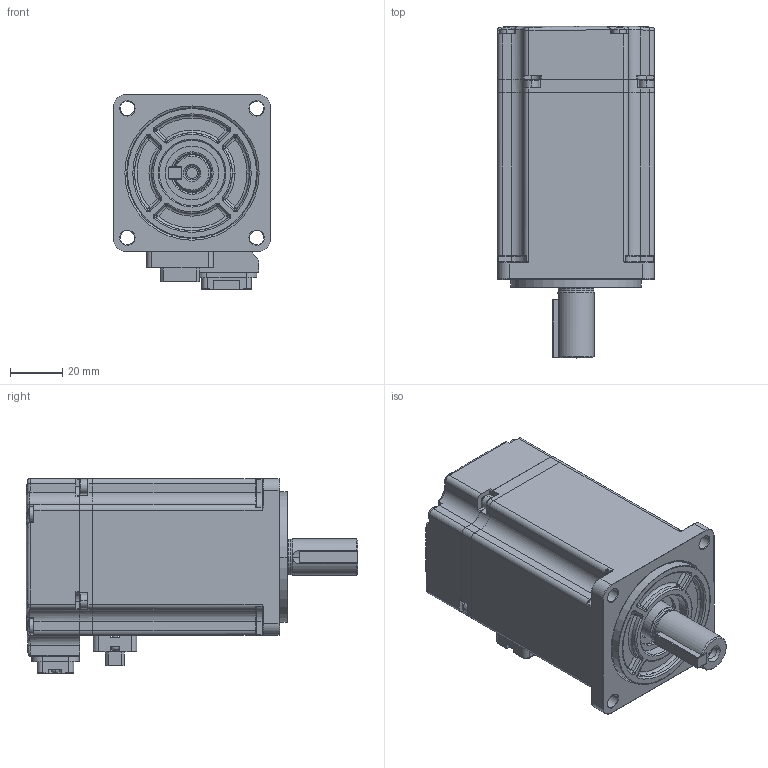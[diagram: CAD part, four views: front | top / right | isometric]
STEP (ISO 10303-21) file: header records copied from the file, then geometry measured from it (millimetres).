
FILE_DESCRIPTION (( 'STEP AP203' ), '1' );
FILE_NAME ('60-400W大惯量整体铸造端盖电机带编码器(磁编)(外形图).STEP', '2023-05-08T02:51:12', ( '11' ), ( '' ), 'SwSTEP 2.0', 'SolidWorks 2015', '' );
FILE_SCHEMA (( 'CONFIG_CONTROL_DESIGN' ));
Length unit declared in the file: millimetre
Products named in the file (1): 60-400W大惯量整体铸造端盖电机带编码器(磁编)(外形图)
Bounding box: 60 x 127 x 74.5 mm (x, y, z)
Surface area: 40183.2 mm2 (no closed solid volume)
Topology: 0 solids, 39 shells, 987 faces, 3372 edges, 2346 vertices
Faces by surface type: plane 425, cylinder 306, bspline 110, torus 99, cone 39, sphere 8
Entity records: 41147 total; most frequent: CARTESIAN_POINT 13604, ORIENTED_EDGE 5436, DIRECTION 5426, EDGE_CURVE 3345, VERTEX_POINT 2346, AXIS2_PLACEMENT_3D 1886, VECTOR 1654, LINE 1654
